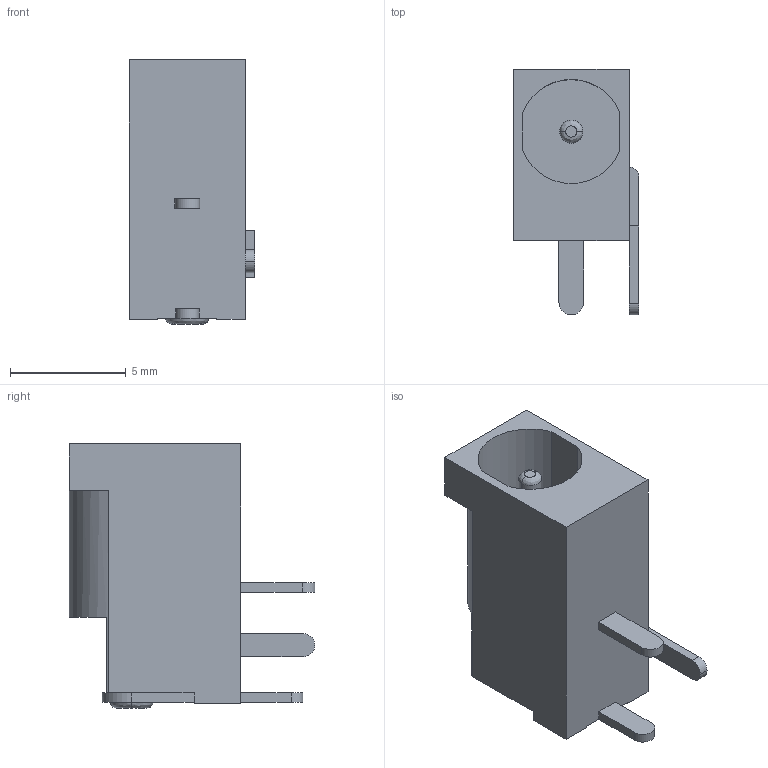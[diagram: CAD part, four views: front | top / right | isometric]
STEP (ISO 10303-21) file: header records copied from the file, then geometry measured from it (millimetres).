
FILE_DESCRIPTION (( 'STEP AP214' ), '1' );
FILE_NAME ('RAPC742X.STEP', '2014-06-30T20:30:08', ( '' ), ( '' ), 'SwSTEP 2.0', 'SolidWorks 2014', '' );
FILE_SCHEMA (( 'AUTOMOTIVE_DESIGN' ));
Length unit declared in the file: inch
Products named in the file (2): Joined^RAPC742X; RAPC742X
Assembly tree (1 placements, depth 2):
  RAPC742X
    Joined^RAPC742X
Bounding box: 5.41 x 10.59 x 11.4 mm (x, y, z)
Volume: 281.6 mm3; surface area: 460.7 mm2
Topology: 1 solids, 1 shells, 56 faces, 141 edges, 91 vertices
Faces by surface type: plane 41, cylinder 11, bspline 4
Entity records: 2514 total; most frequent: CARTESIAN_POINT 358, DIRECTION 286, ORIENTED_EDGE 282, EDGE_CURVE 141, LINE 104, VECTOR 104, VERTEX_POINT 91, AXIS2_PLACEMENT_3D 91
